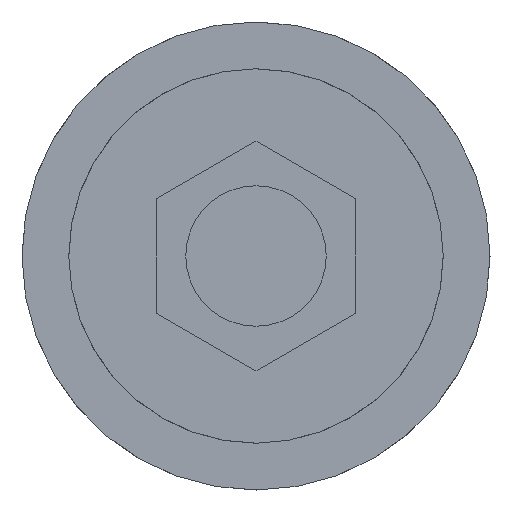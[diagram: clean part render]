
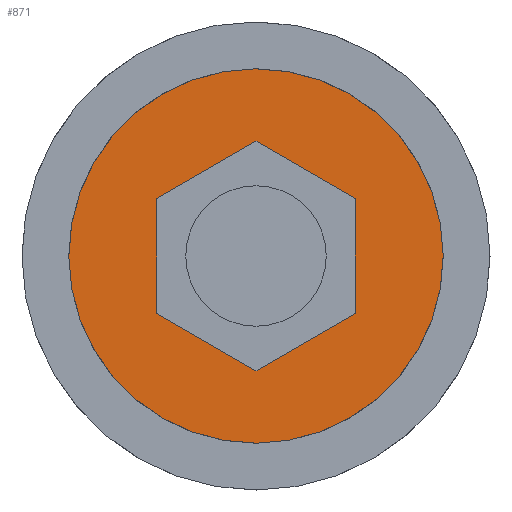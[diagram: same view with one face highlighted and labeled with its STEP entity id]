
A CAD part, left-side view. The second image highlights one B-rep face of the part: STEP entity #871.
In plain terms, the highlighted planar face has unit normal (-1, 0, 0).
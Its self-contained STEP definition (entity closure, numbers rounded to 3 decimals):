
#11 = EDGE_LOOP ( 'NONE', ( #933, #160 ) ) ;
#12 = FACE_BOUND ( 'NONE', #11, .T. ) ;
#19 = CARTESIAN_POINT ( 'NONE',  ( -44.901, -15.249, -16. ) ) ;
#20 = CIRCLE ( 'NONE', #357, 7.5 ) ;
#63 = EDGE_LOOP ( 'NONE', ( #925, #778 ) ) ;
#73 = AXIS2_PLACEMENT_3D ( 'NONE', #273, #111, #114 ) ;
#74 = VERTEX_POINT ( 'NONE', #748 ) ;
#76 = CIRCLE ( 'NONE', #731, 16. ) ;
#102 = CIRCLE ( 'NONE', #73, 16. ) ;
#107 = DIRECTION ( 'NONE',  ( -1., 0., 0. ) ) ;
#111 = DIRECTION ( 'NONE',  ( -1., 0., 0. ) ) ;
#114 = DIRECTION ( 'NONE',  ( 0., 0., 1. ) ) ;
#118 = AXIS2_PLACEMENT_3D ( 'NONE', #788, #919, #723 ) ;
#159 = CARTESIAN_POINT ( 'NONE',  ( -44.901, -15.249, 0. ) ) ;
#160 = ORIENTED_EDGE ( 'NONE', *, *, #608, .F. ) ;
#167 = FACE_OUTER_BOUND ( 'NONE', #63, .T. ) ;
#201 = DIRECTION ( 'NONE',  ( 0., 0., 1. ) ) ;
#210 = CARTESIAN_POINT ( 'NONE',  ( -44.901, -15.249, 16. ) ) ;
#250 = DIRECTION ( 'NONE',  ( 0., 0., 1. ) ) ;
#273 = CARTESIAN_POINT ( 'NONE',  ( -44.901, -15.249, 0. ) ) ;
#279 = CARTESIAN_POINT ( 'NONE',  ( -44.901, -15.249, 7.5 ) ) ;
#310 = EDGE_CURVE ( 'NONE', #569, #74, #20, .T. ) ;
#321 = CARTESIAN_POINT ( 'NONE',  ( -44.901, -15.249, 0. ) ) ;
#357 = AXIS2_PLACEMENT_3D ( 'NONE', #321, #107, #700 ) ;
#365 = AXIS2_PLACEMENT_3D ( 'NONE', #764, #702, #201 ) ;
#457 = PLANE ( 'NONE',  #118 ) ;
#470 = EDGE_CURVE ( 'NONE', #733, #872, #76, .T. ) ;
#506 = CIRCLE ( 'NONE', #365, 7.5 ) ;
#569 = VERTEX_POINT ( 'NONE', #279 ) ;
#570 = EDGE_CURVE ( 'NONE', #872, #733, #102, .T. ) ;
#602 = DIRECTION ( 'NONE',  ( -1., 0., 0. ) ) ;
#608 = EDGE_CURVE ( 'NONE', #74, #569, #506, .T. ) ;
#700 = DIRECTION ( 'NONE',  ( 0., 0., 1. ) ) ;
#702 = DIRECTION ( 'NONE',  ( -1., 0., 0. ) ) ;
#723 = DIRECTION ( 'NONE',  ( 0., 0., 1. ) ) ;
#731 = AXIS2_PLACEMENT_3D ( 'NONE', #159, #602, #250 ) ;
#733 = VERTEX_POINT ( 'NONE', #19 ) ;
#748 = CARTESIAN_POINT ( 'NONE',  ( -44.901, -15.249, -7.5 ) ) ;
#764 = CARTESIAN_POINT ( 'NONE',  ( -44.901, -15.249, 0. ) ) ;
#778 = ORIENTED_EDGE ( 'NONE', *, *, #470, .T. ) ;
#788 = CARTESIAN_POINT ( 'NONE',  ( -44.901, -15.249, 0. ) ) ;
#871 = ADVANCED_FACE ( 'NONE', ( #167, #12 ), #457, .T. ) ;
#872 = VERTEX_POINT ( 'NONE', #210 ) ;
#919 = DIRECTION ( 'NONE',  ( -1., 0., 0. ) ) ;
#925 = ORIENTED_EDGE ( 'NONE', *, *, #570, .T. ) ;
#933 = ORIENTED_EDGE ( 'NONE', *, *, #310, .F. ) ;
